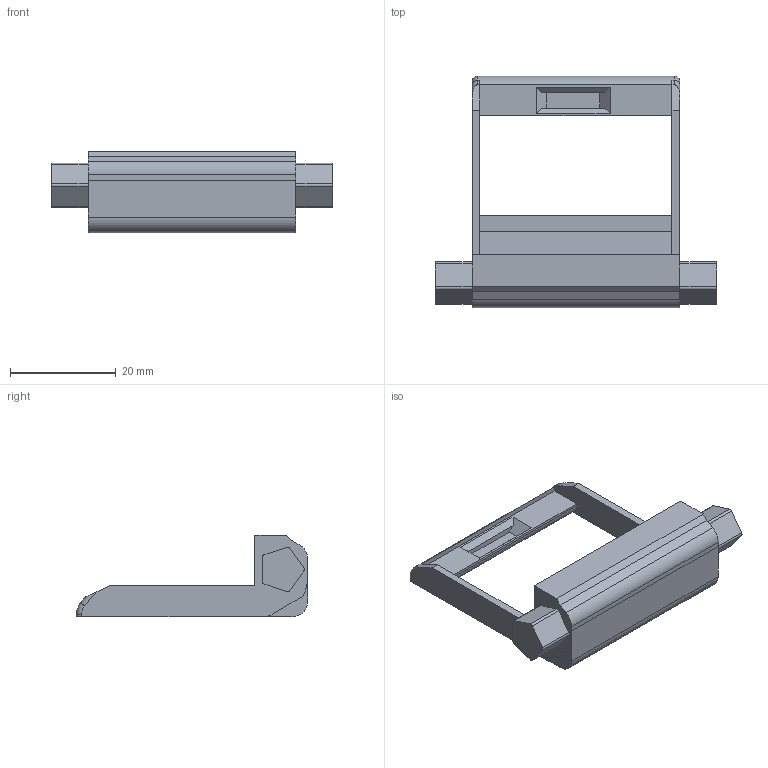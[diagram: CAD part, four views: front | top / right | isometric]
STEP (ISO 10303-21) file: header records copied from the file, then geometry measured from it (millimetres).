
FILE_DESCRIPTION(/* description */ (''),/* implementation_level */ '2;1');
FILE_NAME(/* name */ 'display_mount.step',/* time_stamp */ '2024-04-29T22:34:39+02:00',/* author */ (''),/* organization */ (''),/* preprocessor_version */ 'ST-DEVELOPER v20',/* originating_system */ 'Autodesk Translation Framework v12.20.1.177',/* authorisation */ '');
FILE_SCHEMA (('AUTOMOTIVE_DESIGN { 1 0 10303 214 3 1 1 }'));
Length unit declared in the file: millimetre
Products named in the file (1): display_mount
Bounding box: 53.26 x 43.8 x 15.5 mm (x, y, z)
Volume: 7495.6 mm3; surface area: 4893.9 mm2
Topology: 1 solids, 1 shells, 79 faces, 219 edges, 144 vertices
Faces by surface type: plane 54, cylinder 22, torus 2, cone 1
Full cylindrical faces by diameter (mm): 4 x1
Entity records: 2560 total; most frequent: CARTESIAN_POINT 443, ORIENTED_EDGE 438, DIRECTION 430, EDGE_CURVE 219, LINE 168, VECTOR 168, VERTEX_POINT 144, AXIS2_PLACEMENT_3D 131
